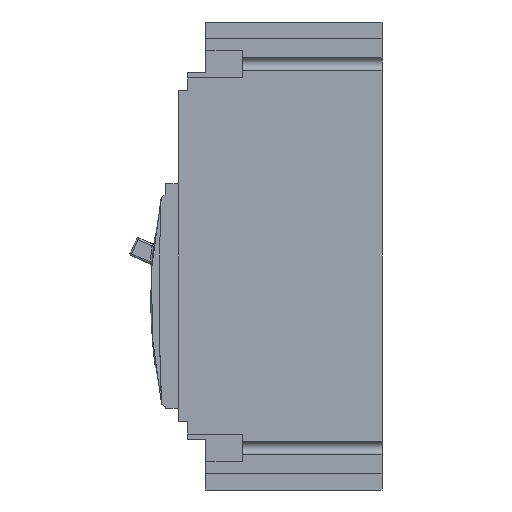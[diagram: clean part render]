
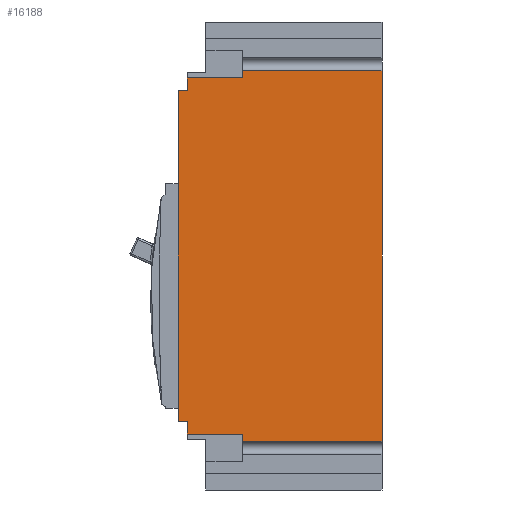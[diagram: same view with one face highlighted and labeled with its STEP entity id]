
A CAD part, left-side view. The second image highlights one B-rep face of the part: STEP entity #16188.
In plain terms, the highlighted planar face has unit normal (-1, 0, 0).
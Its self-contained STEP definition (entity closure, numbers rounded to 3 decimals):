
#261=DIRECTION('',(0.,0.,1.));
#262=VECTOR('',#261,202.);
#263=CARTESIAN_POINT('',(-70.,0.,-101.));
#264=LINE('',#263,#262);
#2000=DIRECTION('',(0.,-1.,0.));
#2001=VECTOR('',#2000,76.);
#2002=CARTESIAN_POINT('',(-70.,76.,-101.));
#2003=LINE('',#2002,#2001);
#2004=DIRECTION('',(0.,0.,1.));
#2005=VECTOR('',#2004,4.);
#2006=CARTESIAN_POINT('',(-70.,76.,-101.));
#2007=LINE('',#2006,#2005);
#2008=DIRECTION('',(0.,1.,0.));
#2009=VECTOR('',#2008,30.);
#2010=CARTESIAN_POINT('',(-70.,76.,-97.));
#2011=LINE('',#2010,#2009);
#2012=DIRECTION('',(0.,1.,0.));
#2013=VECTOR('',#2012,5.);
#2014=CARTESIAN_POINT('',(-70.,106.,-90.));
#2015=LINE('',#2014,#2013);
#2016=DIRECTION('',(0.,1.,0.));
#2017=VECTOR('',#2016,30.);
#2018=CARTESIAN_POINT('',(-70.,76.,97.));
#2019=LINE('',#2018,#2017);
#2020=DIRECTION('',(0.,0.,-1.));
#2021=VECTOR('',#2020,4.);
#2022=CARTESIAN_POINT('',(-70.,76.,101.));
#2023=LINE('',#2022,#2021);
#2024=DIRECTION('',(0.,1.,0.));
#2025=VECTOR('',#2024,76.);
#2026=CARTESIAN_POINT('',(-70.,0.,101.));
#2027=LINE('',#2026,#2025);
#2098=DIRECTION('',(0.,0.,1.));
#2099=VECTOR('',#2098,7.);
#2100=CARTESIAN_POINT('',(-70.,106.,-97.));
#2101=LINE('',#2100,#2099);
#2170=DIRECTION('',(0.,0.,1.));
#2171=VECTOR('',#2170,7.);
#2172=CARTESIAN_POINT('',(-70.,106.,90.));
#2173=LINE('',#2172,#2171);
#4204=DIRECTION('',(0.,0.,1.));
#4205=VECTOR('',#4204,180.);
#4206=CARTESIAN_POINT('',(-70.,111.,-90.));
#4207=LINE('',#4206,#4205);
#9967=DIRECTION('',(0.,1.,0.));
#9968=VECTOR('',#9967,5.);
#9969=CARTESIAN_POINT('',(-70.,106.,90.));
#9970=LINE('',#9969,#9968);
#10972=CARTESIAN_POINT('',(-70.,111.,-90.));
#10973=CARTESIAN_POINT('',(-70.,111.,90.));
#10974=VERTEX_POINT('',#10972);
#10975=VERTEX_POINT('',#10973);
#10980=CARTESIAN_POINT('',(-70.,106.,90.));
#10982=VERTEX_POINT('',#10980);
#10984=CARTESIAN_POINT('',(-70.,106.,-90.));
#10986=VERTEX_POINT('',#10984);
#12447=CARTESIAN_POINT('',(-70.,76.,97.));
#12448=CARTESIAN_POINT('',(-70.,106.,97.));
#12449=VERTEX_POINT('',#12447);
#12450=VERTEX_POINT('',#12448);
#12469=CARTESIAN_POINT('',(-70.,0.,101.));
#12470=CARTESIAN_POINT('',(-70.,76.,101.));
#12471=VERTEX_POINT('',#12469);
#12472=VERTEX_POINT('',#12470);
#13090=CARTESIAN_POINT('',(-70.,76.,-97.));
#13092=VERTEX_POINT('',#13090);
#13177=CARTESIAN_POINT('',(-70.,106.,-97.));
#13178=VERTEX_POINT('',#13177);
#13183=CARTESIAN_POINT('',(-70.,76.,-101.));
#13184=CARTESIAN_POINT('',(-70.,0.,-101.));
#13185=VERTEX_POINT('',#13183);
#13186=VERTEX_POINT('',#13184);
#16158=CARTESIAN_POINT('',(-70.,0.,-127.5));
#16159=DIRECTION('',(-1.,0.,0.));
#16160=DIRECTION('',(0.,0.,1.));
#16161=AXIS2_PLACEMENT_3D('',#16158,#16159,#16160);
#16162=PLANE('',#16161);
#16164=ORIENTED_EDGE('',*,*,#16163,.F.);
#16166=ORIENTED_EDGE('',*,*,#16165,.T.);
#16168=ORIENTED_EDGE('',*,*,#16167,.T.);
#16170=ORIENTED_EDGE('',*,*,#16169,.T.);
#16172=ORIENTED_EDGE('',*,*,#16171,.T.);
#16174=ORIENTED_EDGE('',*,*,#16173,.T.);
#16176=ORIENTED_EDGE('',*,*,#16175,.F.);
#16178=ORIENTED_EDGE('',*,*,#16177,.T.);
#16180=ORIENTED_EDGE('',*,*,#16179,.F.);
#16182=ORIENTED_EDGE('',*,*,#16181,.F.);
#16184=ORIENTED_EDGE('',*,*,#16183,.F.);
#16185=ORIENTED_EDGE('',*,*,#14166,.F.);
#16186=EDGE_LOOP('',(#16164,#16166,#16168,#16170,#16172,#16174,#16176,#16178,
#16180,#16182,#16184,#16185));
#16187=FACE_OUTER_BOUND('',#16186,.F.);
#16188=ADVANCED_FACE('',(#16187),#16162,.T.);
#14166=EDGE_CURVE('',#13186,#12471,#264,.T.);
#16163=EDGE_CURVE('',#13185,#13186,#2003,.T.);
#16165=EDGE_CURVE('',#13185,#13092,#2007,.T.);
#16167=EDGE_CURVE('',#13092,#13178,#2011,.T.);
#16169=EDGE_CURVE('',#13178,#10986,#2101,.T.);
#16171=EDGE_CURVE('',#10986,#10974,#2015,.T.);
#16173=EDGE_CURVE('',#10974,#10975,#4207,.T.);
#16175=EDGE_CURVE('',#10982,#10975,#9970,.T.);
#16177=EDGE_CURVE('',#10982,#12450,#2173,.T.);
#16179=EDGE_CURVE('',#12449,#12450,#2019,.T.);
#16181=EDGE_CURVE('',#12472,#12449,#2023,.T.);
#16183=EDGE_CURVE('',#12471,#12472,#2027,.T.);
